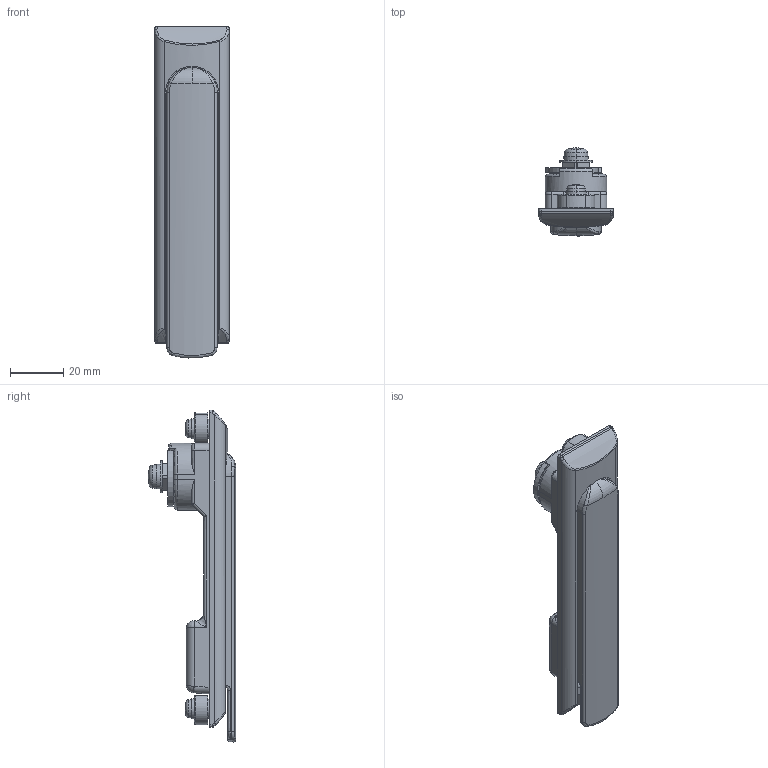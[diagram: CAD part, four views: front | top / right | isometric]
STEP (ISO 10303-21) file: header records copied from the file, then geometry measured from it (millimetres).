
FILE_DESCRIPTION (( 'STEP AP214' ), '1' );
FILE_NAME ('THA_506_2.STEP', '2007-04-23T00:48:23', ( 'nunozumihideaki' ), ( '' ), 'SwSTEP 2.0', 'SolidWorks 2003240', '' );
FILE_SCHEMA (( 'AUTOMOTIVE_DESIGN' ));
Length unit declared in the file: millimetre
Products named in the file (9): THA_506_2; handle_蹬怮椔; screw_B_蹬怮椔; bracket_蹬怮椔; base_蹬怮椔; control_cam_蹬怮椔; screw_A_蹬怮椔; shaft_A_蹬怮椔; shaft_B_蹬怮椔
Assembly tree (10 placements, depth 2):
  THA_506_2
    shaft_B_蹬怮椔
    shaft_A_蹬怮椔
    screw_A_蹬怮椔  x2
    bracket_蹬怮椔  x2
    control_cam_蹬怮椔
    handle_蹬怮椔
    base_蹬怮椔
    screw_B_蹬怮椔
Bounding box: 28 x 32.86 x 124.46 mm (x, y, z)
Volume: 33533 mm3; surface area: 24123.6 mm2
Topology: 10 solids, 10 shells, 407 faces, 1012 edges, 615 vertices
Faces by surface type: cylinder 165, plane 138, torus 42, bspline 38, cone 12, sphere 12
Entity records: 25561 total; most frequent: CARTESIAN_POINT 16916, DIRECTION 1776, ORIENTED_EDGE 1748, EDGE_CURVE 874, AXIS2_PLACEMENT_3D 694, VERTEX_POINT 541, LINE 388, VECTOR 388
